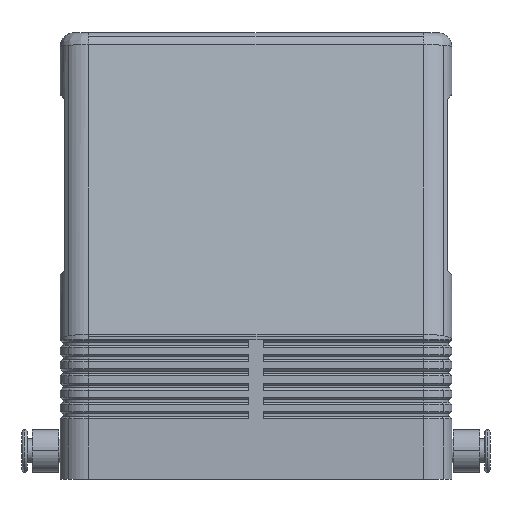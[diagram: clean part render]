
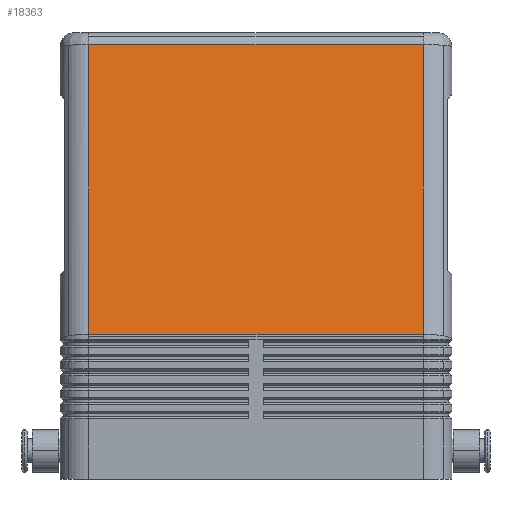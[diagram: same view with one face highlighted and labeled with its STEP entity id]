
A CAD part, left-side view. The second image highlights one B-rep face of the part: STEP entity #18363.
In plain terms, the highlighted planar face has unit normal (-0.986, 0, 0.166).
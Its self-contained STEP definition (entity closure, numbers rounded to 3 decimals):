
#633=CARTESIAN_POINT('',(-46.667,-35.25,30.493));
#634=VERTEX_POINT('',#633);
#642=CARTESIAN_POINT('',(-46.667,35.25,30.493));
#643=VERTEX_POINT('',#642);
#644=CARTESIAN_POINT('',(-46.667,-35.25,30.493));
#645=DIRECTION('',(0.0,1.0,0.0));
#646=VECTOR('',#645,70.5);
#647=LINE('',#644,#646);
#648=EDGE_CURVE('',#634,#643,#647,.T.);
#9897=CARTESIAN_POINT('',(-36.42,-35.25,91.497));
#9898=VERTEX_POINT('',#9897);
#9906=CARTESIAN_POINT('',(-36.42,-35.25,91.497));
#9907=DIRECTION('',(-0.166,0.0,-0.986));
#9908=VECTOR('',#9907,61.858);
#9909=LINE('',#9906,#9908);
#9910=EDGE_CURVE('',#9898,#634,#9909,.T.);
#17938=CARTESIAN_POINT('',(-36.42,35.25,91.497));
#17939=VERTEX_POINT('',#17938);
#17947=CARTESIAN_POINT('',(-36.42,35.25,91.497));
#17948=DIRECTION('',(0.0,-1.0,0.0));
#17949=VECTOR('',#17948,70.5);
#17950=LINE('',#17947,#17949);
#17951=EDGE_CURVE('',#17939,#9898,#17950,.T.);
#18330=CARTESIAN_POINT('',(-46.667,35.25,30.493));
#18331=DIRECTION('',(0.166,0.0,0.986));
#18332=VECTOR('',#18331,61.858);
#18333=LINE('',#18330,#18332);
#18334=EDGE_CURVE('',#643,#17939,#18333,.T.);
#18352=CARTESIAN_POINT('',(-36.0,0.0,94.0));
#18353=DIRECTION('',(-0.986,0.0,0.166));
#18354=DIRECTION('',(0.166,0.0,0.986));
#18355=AXIS2_PLACEMENT_3D('',#18352,#18353,#18354);
#18356=PLANE('',#18355);
#18357=ORIENTED_EDGE('',*,*,#17951,.F.);
#18358=ORIENTED_EDGE('',*,*,#18334,.F.);
#18359=ORIENTED_EDGE('',*,*,#648,.F.);
#18360=ORIENTED_EDGE('',*,*,#9910,.F.);
#18361=EDGE_LOOP('',(#18357,#18358,#18359,#18360));
#18362=FACE_OUTER_BOUND('',#18361,.T.);
#18363=ADVANCED_FACE('',(#18362),#18356,.T.);
